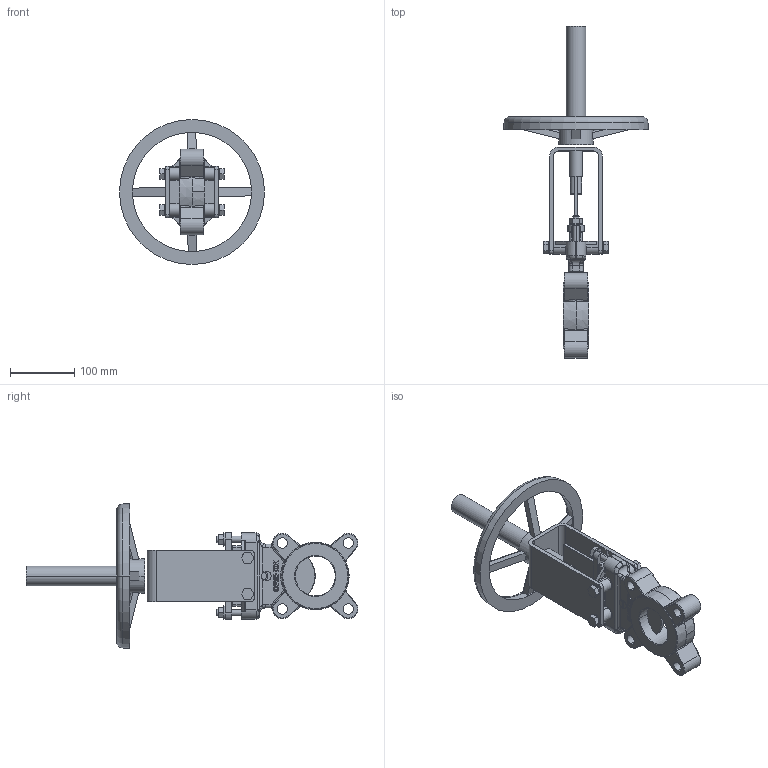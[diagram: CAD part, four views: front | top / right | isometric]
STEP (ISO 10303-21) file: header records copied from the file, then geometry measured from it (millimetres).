
FILE_DESCRIPTION (( 'STEP AP214' ), '1' );
FILE_NAME ('EX DN65_CAST IRON_HANDWHEEL_RS.STEP', '2011-11-24T16:34:44', ( 'user' ), ( '' ), 'SwSTEP 2.0', 'SolidWorks 2010', '' );
FILE_SCHEMA (( 'AUTOMOTIVE_DESIGN' ));
Length unit declared in the file: millimetre
Products named in the file (1): EX DN65_CAST IRON_HANDWHEEL_RS
Bounding box: 225 x 515.27 x 225 mm (x, y, z)
Surface area: 257364.6 mm2 (no closed solid volume)
Topology: 0 solids, 10 shells, 616 faces, 2216 edges, 1532 vertices
Faces by surface type: plane 240, cylinder 159, bspline 111, torus 73, cone 22, sphere 11
Entity records: 39873 total; most frequent: CARTESIAN_POINT 15284, ORIENTED_EDGE 3483, DIRECTION 3481, EDGE_CURVE 2201, VERTEX_POINT 1532, VECTOR 1239, LINE 1239, AXIS2_PLACEMENT_3D 1121
